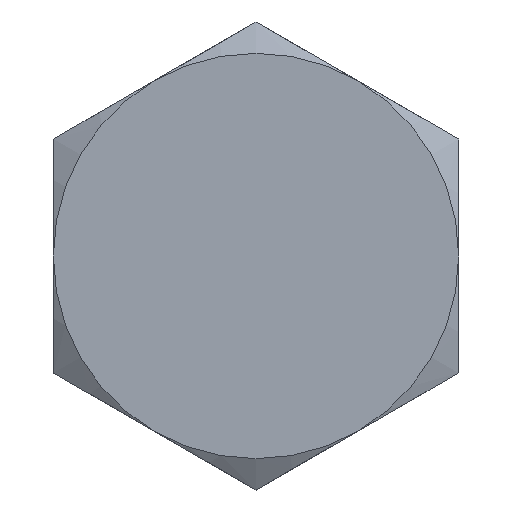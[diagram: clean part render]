
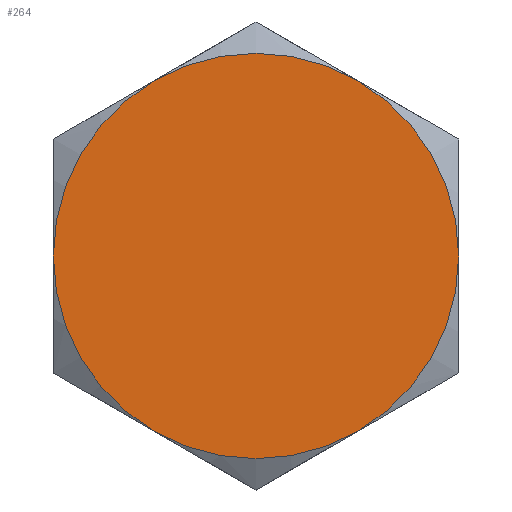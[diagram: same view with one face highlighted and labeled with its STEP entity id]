
A CAD part, front view. The second image highlights one B-rep face of the part: STEP entity #264.
In plain terms, the highlighted planar face has unit normal (0, -1, 0).
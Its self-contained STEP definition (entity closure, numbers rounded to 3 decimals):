
#60=PLANE('',#294);
#83=FACE_OUTER_BOUND('',#105,.T.);
#105=EDGE_LOOP('',(#234,#235,#236,#237,#238,#239));
#109=CIRCLE('',#274,2.75);
#110=CIRCLE('',#276,2.75);
#111=CIRCLE('',#278,2.75);
#112=CIRCLE('',#280,2.75);
#113=CIRCLE('',#282,2.75);
#114=CIRCLE('',#284,2.75);
#120=VERTEX_POINT('',#377);
#121=VERTEX_POINT('',#381);
#122=VERTEX_POINT('',#387);
#125=VERTEX_POINT('',#398);
#127=VERTEX_POINT('',#408);
#128=VERTEX_POINT('',#417);
#143=EDGE_CURVE('',#120,#121,#109,.T.);
#145=EDGE_CURVE('',#121,#122,#110,.T.);
#149=EDGE_CURVE('',#125,#120,#111,.T.);
#152=EDGE_CURVE('',#127,#125,#112,.T.);
#154=EDGE_CURVE('',#122,#128,#113,.T.);
#158=EDGE_CURVE('',#128,#127,#114,.T.);
#234=ORIENTED_EDGE('',*,*,#145,.T.);
#235=ORIENTED_EDGE('',*,*,#154,.T.);
#236=ORIENTED_EDGE('',*,*,#158,.T.);
#237=ORIENTED_EDGE('',*,*,#152,.T.);
#238=ORIENTED_EDGE('',*,*,#149,.T.);
#239=ORIENTED_EDGE('',*,*,#143,.T.);
#264=ADVANCED_FACE('',(#83),#60,.F.);
#274=AXIS2_PLACEMENT_3D('',#385,#311,#312);
#276=AXIS2_PLACEMENT_3D('',#392,#315,#316);
#278=AXIS2_PLACEMENT_3D('',#405,#319,#320);
#280=AXIS2_PLACEMENT_3D('',#415,#323,#324);
#282=AXIS2_PLACEMENT_3D('',#422,#327,#328);
#284=AXIS2_PLACEMENT_3D('',#434,#331,#332);
#294=AXIS2_PLACEMENT_3D('',#463,#363,#364);
#311=DIRECTION('center_axis',(0.,-1.,0.));
#312=DIRECTION('ref_axis',(0.,0.,1.));
#315=DIRECTION('center_axis',(0.,-1.,0.));
#316=DIRECTION('ref_axis',(0.,0.,1.));
#319=DIRECTION('center_axis',(0.,-1.,0.));
#320=DIRECTION('ref_axis',(0.,0.,1.));
#323=DIRECTION('center_axis',(0.,-1.,0.));
#324=DIRECTION('ref_axis',(0.,0.,1.));
#327=DIRECTION('center_axis',(0.,-1.,0.));
#328=DIRECTION('ref_axis',(0.,0.,1.));
#331=DIRECTION('center_axis',(0.,-1.,0.));
#332=DIRECTION('ref_axis',(0.,0.,1.));
#363=DIRECTION('center_axis',(0.,1.,0.));
#364=DIRECTION('ref_axis',(1.,0.,0.));
#377=CARTESIAN_POINT('',(1.375,0.,-2.382));
#381=CARTESIAN_POINT('',(2.75,0.,0.));
#385=CARTESIAN_POINT('Origin',(0.,0.,0.));
#387=CARTESIAN_POINT('',(1.375,0.,2.382));
#392=CARTESIAN_POINT('Origin',(0.,0.,0.));
#398=CARTESIAN_POINT('',(-1.375,0.,-2.382));
#405=CARTESIAN_POINT('Origin',(0.,0.,0.));
#408=CARTESIAN_POINT('',(-2.75,0.,0.));
#415=CARTESIAN_POINT('Origin',(0.,0.,0.));
#417=CARTESIAN_POINT('',(-1.375,0.,2.382));
#422=CARTESIAN_POINT('Origin',(0.,0.,0.));
#434=CARTESIAN_POINT('Origin',(0.,0.,0.));
#463=CARTESIAN_POINT('Origin',(0.,0.,0.));
